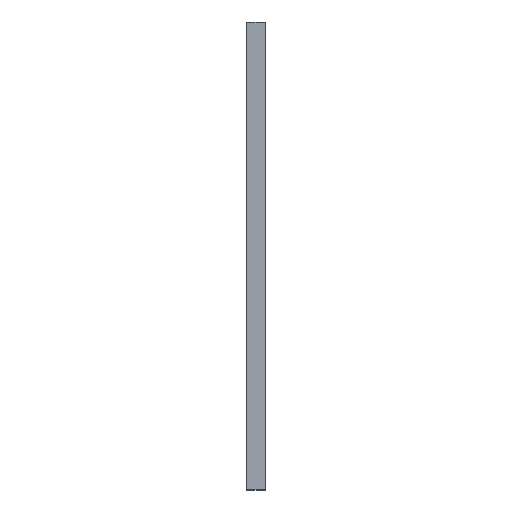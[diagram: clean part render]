
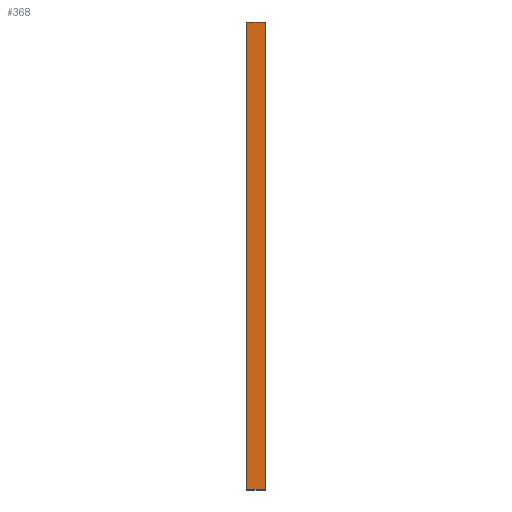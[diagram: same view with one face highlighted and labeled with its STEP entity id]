
A CAD part, top view. The second image highlights one B-rep face of the part: STEP entity #368.
In plain terms, the highlighted planar face has unit normal (0, 0, 1).
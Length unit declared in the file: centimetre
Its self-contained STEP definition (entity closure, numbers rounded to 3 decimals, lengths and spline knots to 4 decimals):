
#1 = CARTESIAN_POINT ( 'NONE',  ( 1., 10., 51. ) ) ;
#6 = EDGE_CURVE ( 'NONE', #1143, #445, #548, .T. ) ;
#62 = CARTESIAN_POINT ( 'NONE',  ( -1., 10., 51. ) ) ;
#94 = CARTESIAN_POINT ( 'NONE',  ( 0., 0., 51. ) ) ;
#146 = EDGE_LOOP ( 'NONE', ( #289, #298, #1517, #920 ) ) ;
#155 = DIRECTION ( 'NONE',  ( 0., -1., 0. ) ) ;
#289 = ORIENTED_EDGE ( 'NONE', *, *, #838, .F. ) ;
#298 = ORIENTED_EDGE ( 'NONE', *, *, #6, .F. ) ;
#368 = ADVANCED_FACE ( 'NONE', ( #800 ), #1367, .T. ) ;
#402 = CARTESIAN_POINT ( 'NONE',  ( 1., -41., 51. ) ) ;
#437 = VECTOR ( 'NONE', #1390, 100. ) ;
#445 = VERTEX_POINT ( 'NONE', #581 ) ;
#469 = VECTOR ( 'NONE', #1429, 100. ) ;
#548 = LINE ( 'NONE', #402, #437 ) ;
#570 = LINE ( 'NONE', #1260, #1769 ) ;
#581 = CARTESIAN_POINT ( 'NONE',  ( -1., -41., 51. ) ) ;
#660 = DIRECTION ( 'NONE',  ( 0., 0., 1. ) ) ;
#717 = CARTESIAN_POINT ( 'NONE',  ( -1., -5., 51. ) ) ;
#800 = FACE_OUTER_BOUND ( 'NONE', #146, .T. ) ;
#838 = EDGE_CURVE ( 'NONE', #445, #1100, #843, .T. ) ;
#843 = LINE ( 'NONE', #717, #469 ) ;
#920 = ORIENTED_EDGE ( 'NONE', *, *, #1561, .F. ) ;
#930 = LINE ( 'NONE', #1035, #1354 ) ;
#1035 = CARTESIAN_POINT ( 'NONE',  ( -0.5, 10., 51. ) ) ;
#1100 = VERTEX_POINT ( 'NONE', #62 ) ;
#1143 = VERTEX_POINT ( 'NONE', #1495 ) ;
#1180 = AXIS2_PLACEMENT_3D ( 'NONE', #94, #660, #1791 ) ;
#1260 = CARTESIAN_POINT ( 'NONE',  ( 1., 5., 51. ) ) ;
#1354 = VECTOR ( 'NONE', #1477, 100. ) ;
#1367 = PLANE ( 'NONE',  #1180 ) ;
#1379 = VERTEX_POINT ( 'NONE', #1 ) ;
#1390 = DIRECTION ( 'NONE',  ( -1., 0., 0. ) ) ;
#1429 = DIRECTION ( 'NONE',  ( 0., 1., 0. ) ) ;
#1477 = DIRECTION ( 'NONE',  ( 1., 0., 0. ) ) ;
#1495 = CARTESIAN_POINT ( 'NONE',  ( 1., -41., 51. ) ) ;
#1517 = ORIENTED_EDGE ( 'NONE', *, *, #1785, .F. ) ;
#1561 = EDGE_CURVE ( 'NONE', #1100, #1379, #930, .T. ) ;
#1769 = VECTOR ( 'NONE', #155, 100. ) ;
#1785 = EDGE_CURVE ( 'NONE', #1379, #1143, #570, .T. ) ;
#1791 = DIRECTION ( 'NONE',  ( 1., 0., 0. ) ) ;
